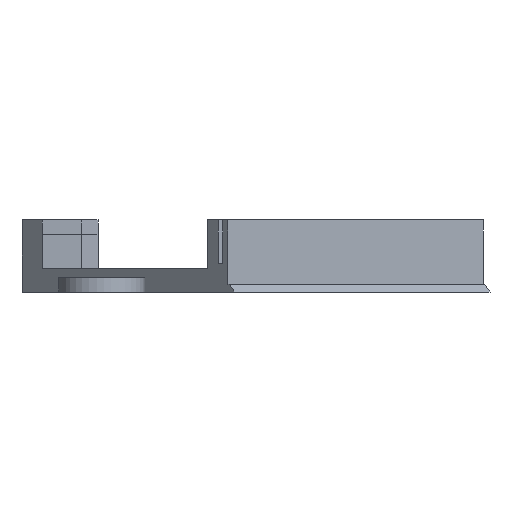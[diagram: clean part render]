
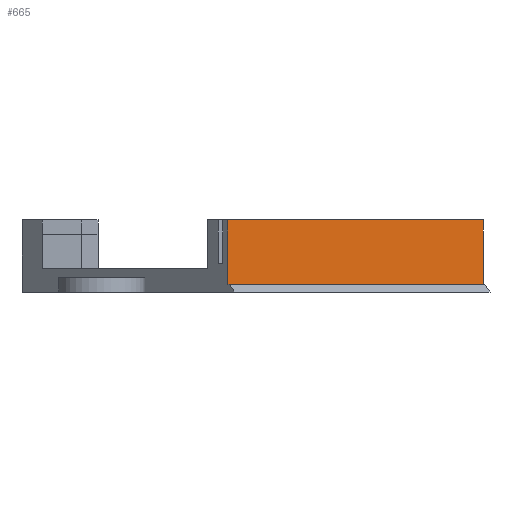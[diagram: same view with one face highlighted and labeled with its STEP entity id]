
A CAD part, front view. The second image highlights one B-rep face of the part: STEP entity #665.
In plain terms, the highlighted planar face has unit normal (0.697, -0.717, 0).
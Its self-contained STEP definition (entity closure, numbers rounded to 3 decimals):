
#65=FACE_OUTER_BOUND('',#102,.T.);
#102=EDGE_LOOP('',(#446,#447,#448,#449));
#141=LINE('',#897,#211);
#142=LINE('',#899,#212);
#143=LINE('',#901,#213);
#144=LINE('',#902,#214);
#211=VECTOR('',#755,10.);
#212=VECTOR('',#756,10.);
#213=VECTOR('',#757,10.);
#214=VECTOR('',#758,10.);
#281=VERTEX_POINT('',#895);
#282=VERTEX_POINT('',#896);
#283=VERTEX_POINT('',#898);
#284=VERTEX_POINT('',#900);
#347=EDGE_CURVE('',#281,#282,#141,.T.);
#348=EDGE_CURVE('',#283,#281,#142,.T.);
#349=EDGE_CURVE('',#284,#283,#143,.T.);
#350=EDGE_CURVE('',#284,#282,#144,.T.);
#446=ORIENTED_EDGE('',*,*,#347,.F.);
#447=ORIENTED_EDGE('',*,*,#348,.F.);
#448=ORIENTED_EDGE('',*,*,#349,.F.);
#449=ORIENTED_EDGE('',*,*,#350,.T.);
#644=PLANE('',#716);
#665=ADVANCED_FACE('',(#65),#644,.T.);
#716=AXIS2_PLACEMENT_3D('',#894,#753,#754);
#753=DIRECTION('center_axis',(0.697,-0.717,0.));
#754=DIRECTION('ref_axis',(0.717,0.697,0.));
#755=DIRECTION('',(0.717,0.697,0.));
#756=DIRECTION('',(0.,0.,1.));
#757=DIRECTION('',(-0.717,-0.697,0.));
#758=DIRECTION('',(0.,0.,1.));
#894=CARTESIAN_POINT('Origin',(125.,-626.204,0.196));
#895=CARTESIAN_POINT('',(128.857,-622.454,25.196));
#896=CARTESIAN_POINT('',(217.345,-536.425,25.196));
#897=CARTESIAN_POINT('',(149.551,-602.335,25.196));
#898=CARTESIAN_POINT('',(128.857,-622.454,2.856));
#899=CARTESIAN_POINT('',(128.857,-622.454,10.198));
#900=CARTESIAN_POINT('',(217.345,-536.425,2.856));
#901=CARTESIAN_POINT('',(67.463,-682.143,2.856));
#902=CARTESIAN_POINT('',(217.345,-536.425,10.198));
